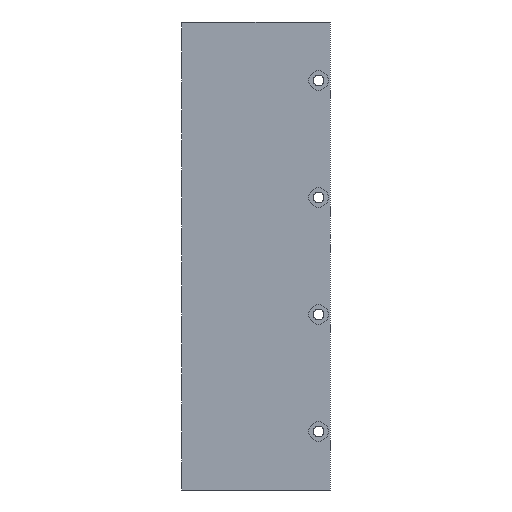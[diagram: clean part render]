
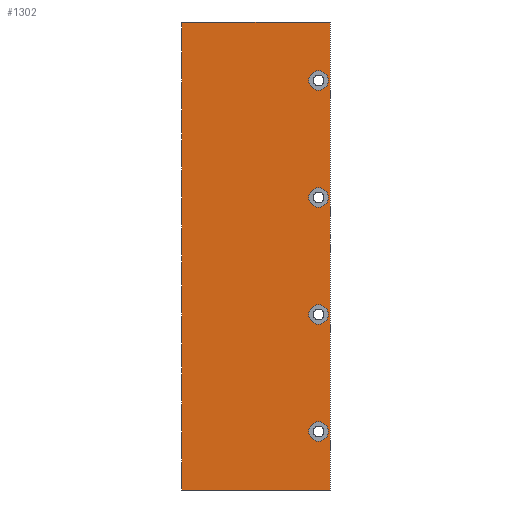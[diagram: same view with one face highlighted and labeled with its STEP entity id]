
A CAD part, left-side view. The second image highlights one B-rep face of the part: STEP entity #1302.
In plain terms, the highlighted planar face has unit normal (-1, 0, 0).
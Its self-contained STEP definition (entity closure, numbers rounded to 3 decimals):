
#113 = EDGE_CURVE ( 'NONE', #3879, #1401, #4763, .T. ) ;
#158 = EDGE_CURVE ( 'NONE', #2388, #3770, #4251, .T. ) ;
#312 = DIRECTION ( 'NONE',  ( 0., -1., 0. ) ) ;
#365 = CARTESIAN_POINT ( 'NONE',  ( -19.05, 0., -240. ) ) ;
#544 = ORIENTED_EDGE ( 'NONE', *, *, #1376, .F. ) ;
#614 = CARTESIAN_POINT ( 'NONE',  ( -19.05, 6., -35. ) ) ;
#639 = ORIENTED_EDGE ( 'NONE', *, *, #113, .F. ) ;
#645 = AXIS2_PLACEMENT_3D ( 'NONE', #5231, #3354, #1413 ) ;
#690 = DIRECTION ( 'NONE',  ( 0., 0., 1. ) ) ;
#746 = AXIS2_PLACEMENT_3D ( 'NONE', #1113, #4478, #2122 ) ;
#765 = EDGE_LOOP ( 'NONE', ( #639, #4318 ) ) ;
#766 = VECTOR ( 'NONE', #5783, 1000. ) ;
#870 = CARTESIAN_POINT ( 'NONE',  ( -19.05, 6., -150. ) ) ;
#876 = ORIENTED_EDGE ( 'NONE', *, *, #158, .F. ) ;
#966 = CARTESIAN_POINT ( 'NONE',  ( -19.05, 6., -155. ) ) ;
#1113 = CARTESIAN_POINT ( 'NONE',  ( -19.05, 6., -30. ) ) ;
#1127 = DIRECTION ( 'NONE',  ( 0., 0., 1. ) ) ;
#1152 = CARTESIAN_POINT ( 'NONE',  ( -19.05, 6., -145. ) ) ;
#1185 = DIRECTION ( 'NONE',  ( 0., 0., 1. ) ) ;
#1302 = ADVANCED_FACE ( 'NONE', ( #5151, #3334, #6152, #1328, #5704 ), #2310, .T. ) ;
#1325 = CARTESIAN_POINT ( 'NONE',  ( -19.05, 6., -205. ) ) ;
#1328 = FACE_BOUND ( 'NONE', #3650, .T. ) ;
#1376 = EDGE_CURVE ( 'NONE', #1551, #4783, #3389, .T. ) ;
#1397 = DIRECTION ( 'NONE',  ( -1., 0., 0. ) ) ;
#1401 = VERTEX_POINT ( 'NONE', #1456 ) ;
#1413 = DIRECTION ( 'NONE',  ( 0., 0., 1. ) ) ;
#1456 = CARTESIAN_POINT ( 'NONE',  ( -19.05, 6., -95. ) ) ;
#1551 = VERTEX_POINT ( 'NONE', #614 ) ;
#1622 = VERTEX_POINT ( 'NONE', #3523 ) ;
#1664 = ORIENTED_EDGE ( 'NONE', *, *, #2274, .F. ) ;
#2122 = DIRECTION ( 'NONE',  ( 0., 0., 1. ) ) ;
#2152 = DIRECTION ( 'NONE',  ( -1., 0., 0. ) ) ;
#2174 = CIRCLE ( 'NONE', #645, 5. ) ;
#2274 = EDGE_CURVE ( 'NONE', #4102, #3789, #3444, .T. ) ;
#2310 = PLANE ( 'NONE',  #2365 ) ;
#2336 = DIRECTION ( 'NONE',  ( -1., 0., 0. ) ) ;
#2365 = AXIS2_PLACEMENT_3D ( 'NONE', #6243, #1397, #312 ) ;
#2386 = EDGE_CURVE ( 'NONE', #3014, #3789, #5062, .T. ) ;
#2388 = VERTEX_POINT ( 'NONE', #1152 ) ;
#2454 = CARTESIAN_POINT ( 'NONE',  ( -19.05, 0., -240. ) ) ;
#2458 = AXIS2_PLACEMENT_3D ( 'NONE', #870, #6100, #5184 ) ;
#2564 = EDGE_CURVE ( 'NONE', #3770, #2388, #5131, .T. ) ;
#2570 = VECTOR ( 'NONE', #3799, 1000. ) ;
#2619 = AXIS2_PLACEMENT_3D ( 'NONE', #2707, #4198, #4545 ) ;
#2707 = CARTESIAN_POINT ( 'NONE',  ( -19.05, 6., -150. ) ) ;
#2712 = EDGE_LOOP ( 'NONE', ( #1664, #2910, #6157, #5599 ) ) ;
#2744 = LINE ( 'NONE', #365, #2570 ) ;
#2789 = DIRECTION ( 'NONE',  ( 0., 0., 1. ) ) ;
#2816 = CARTESIAN_POINT ( 'NONE',  ( -19.05, 6., -30. ) ) ;
#2886 = CARTESIAN_POINT ( 'NONE',  ( -19.05, 6., -215. ) ) ;
#2910 = ORIENTED_EDGE ( 'NONE', *, *, #3168, .F. ) ;
#3014 = VERTEX_POINT ( 'NONE', #2454 ) ;
#3039 = CARTESIAN_POINT ( 'NONE',  ( -19.05, 6., -210. ) ) ;
#3082 = DIRECTION ( 'NONE',  ( -1., 0., 0. ) ) ;
#3168 = EDGE_CURVE ( 'NONE', #1622, #4102, #5473, .T. ) ;
#3334 = FACE_BOUND ( 'NONE', #4822, .T. ) ;
#3354 = DIRECTION ( 'NONE',  ( -1., 0., 0. ) ) ;
#3389 = CIRCLE ( 'NONE', #5119, 5. ) ;
#3444 = LINE ( 'NONE', #5346, #766 ) ;
#3475 = DIRECTION ( 'NONE',  ( 0., 0., 1. ) ) ;
#3488 = CIRCLE ( 'NONE', #746, 5. ) ;
#3523 = CARTESIAN_POINT ( 'NONE',  ( -19.05, 76.2, -240. ) ) ;
#3538 = ORIENTED_EDGE ( 'NONE', *, *, #3931, .F. ) ;
#3650 = EDGE_LOOP ( 'NONE', ( #6113, #544 ) ) ;
#3664 = CARTESIAN_POINT ( 'NONE',  ( -19.05, 6., -25. ) ) ;
#3770 = VERTEX_POINT ( 'NONE', #966 ) ;
#3789 = VERTEX_POINT ( 'NONE', #3941 ) ;
#3799 = DIRECTION ( 'NONE',  ( 0., -1., 0. ) ) ;
#3879 = VERTEX_POINT ( 'NONE', #4032 ) ;
#3931 = EDGE_CURVE ( 'NONE', #5789, #5380, #5600, .T. ) ;
#3941 = CARTESIAN_POINT ( 'NONE',  ( -19.05, 0., 0. ) ) ;
#3982 = AXIS2_PLACEMENT_3D ( 'NONE', #6041, #4112, #3475 ) ;
#3995 = VECTOR ( 'NONE', #1127, 1000. ) ;
#4032 = CARTESIAN_POINT ( 'NONE',  ( -19.05, 6., -85. ) ) ;
#4102 = VERTEX_POINT ( 'NONE', #5084 ) ;
#4112 = DIRECTION ( 'NONE',  ( -1., 0., 0. ) ) ;
#4198 = DIRECTION ( 'NONE',  ( -1., 0., 0. ) ) ;
#4242 = EDGE_LOOP ( 'NONE', ( #3538, #5739 ) ) ;
#4251 = CIRCLE ( 'NONE', #2619, 5. ) ;
#4318 = ORIENTED_EDGE ( 'NONE', *, *, #6172, .F. ) ;
#4473 = ORIENTED_EDGE ( 'NONE', *, *, #2564, .F. ) ;
#4478 = DIRECTION ( 'NONE',  ( -1., 0., 0. ) ) ;
#4483 = DIRECTION ( 'NONE',  ( 0., 0., 1. ) ) ;
#4545 = DIRECTION ( 'NONE',  ( 0., 0., 1. ) ) ;
#4655 = EDGE_CURVE ( 'NONE', #5380, #5789, #6203, .T. ) ;
#4763 = CIRCLE ( 'NONE', #5667, 5. ) ;
#4783 = VERTEX_POINT ( 'NONE', #3664 ) ;
#4793 = AXIS2_PLACEMENT_3D ( 'NONE', #3039, #2152, #690 ) ;
#4822 = EDGE_LOOP ( 'NONE', ( #876, #4473 ) ) ;
#4942 = CARTESIAN_POINT ( 'NONE',  ( -19.05, 0., -240. ) ) ;
#5062 = LINE ( 'NONE', #4942, #5826 ) ;
#5071 = CARTESIAN_POINT ( 'NONE',  ( -19.05, 76.2, -240. ) ) ;
#5073 = EDGE_CURVE ( 'NONE', #4783, #1551, #3488, .T. ) ;
#5084 = CARTESIAN_POINT ( 'NONE',  ( -19.05, 76.2, 0. ) ) ;
#5119 = AXIS2_PLACEMENT_3D ( 'NONE', #2816, #2336, #2789 ) ;
#5131 = CIRCLE ( 'NONE', #2458, 5. ) ;
#5151 = FACE_BOUND ( 'NONE', #4242, .T. ) ;
#5184 = DIRECTION ( 'NONE',  ( 0., 0., 1. ) ) ;
#5231 = CARTESIAN_POINT ( 'NONE',  ( -19.05, 6., -90. ) ) ;
#5346 = CARTESIAN_POINT ( 'NONE',  ( -19.05, 0., 0. ) ) ;
#5380 = VERTEX_POINT ( 'NONE', #2886 ) ;
#5473 = LINE ( 'NONE', #5071, #3995 ) ;
#5533 = CARTESIAN_POINT ( 'NONE',  ( -19.05, 6., -90. ) ) ;
#5599 = ORIENTED_EDGE ( 'NONE', *, *, #2386, .T. ) ;
#5600 = CIRCLE ( 'NONE', #4793, 5. ) ;
#5667 = AXIS2_PLACEMENT_3D ( 'NONE', #5533, #3082, #1185 ) ;
#5704 = FACE_OUTER_BOUND ( 'NONE', #2712, .T. ) ;
#5739 = ORIENTED_EDGE ( 'NONE', *, *, #4655, .F. ) ;
#5783 = DIRECTION ( 'NONE',  ( 0., -1., 0. ) ) ;
#5789 = VERTEX_POINT ( 'NONE', #1325 ) ;
#5826 = VECTOR ( 'NONE', #4483, 1000. ) ;
#6041 = CARTESIAN_POINT ( 'NONE',  ( -19.05, 6., -210. ) ) ;
#6100 = DIRECTION ( 'NONE',  ( -1., 0., 0. ) ) ;
#6105 = EDGE_CURVE ( 'NONE', #1622, #3014, #2744, .T. ) ;
#6113 = ORIENTED_EDGE ( 'NONE', *, *, #5073, .F. ) ;
#6152 = FACE_BOUND ( 'NONE', #765, .T. ) ;
#6157 = ORIENTED_EDGE ( 'NONE', *, *, #6105, .T. ) ;
#6172 = EDGE_CURVE ( 'NONE', #1401, #3879, #2174, .T. ) ;
#6203 = CIRCLE ( 'NONE', #3982, 5. ) ;
#6243 = CARTESIAN_POINT ( 'NONE',  ( -19.05, 0., -240. ) ) ;
